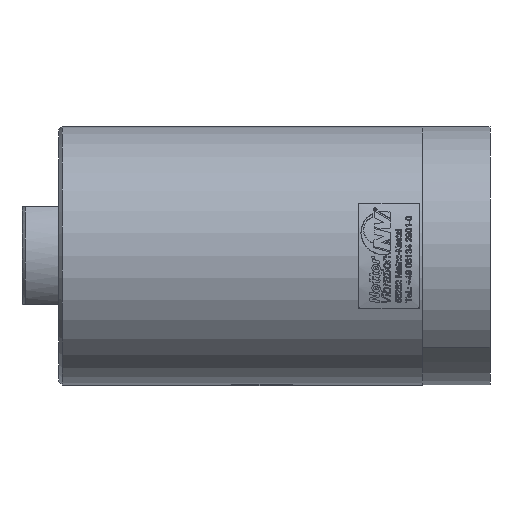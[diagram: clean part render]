
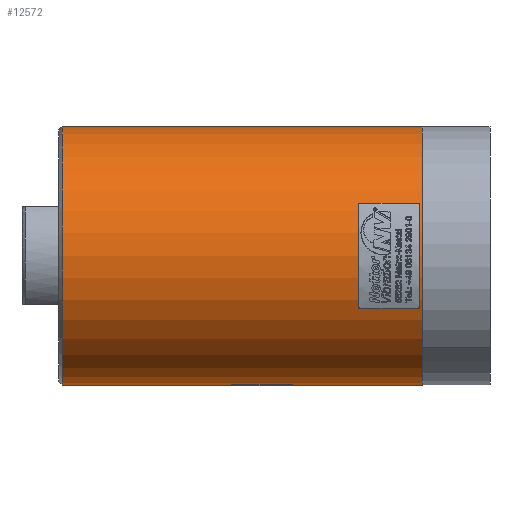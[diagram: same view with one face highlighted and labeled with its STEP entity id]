
A CAD part, front view. The second image highlights one B-rep face of the part: STEP entity #12572.
In plain terms, the highlighted cylindrical face has radius 42 mm (diameter 84 mm), a partial arc.
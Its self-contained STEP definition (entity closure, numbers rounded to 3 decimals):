
#3879 = FACE_OUTER_BOUND ( 'NONE', #18503, .T. ) ;
#5419 = LINE ( 'NONE', #30998, #27741 ) ;
#5455 = DIRECTION ( 'NONE',  ( 1., 0., 0. ) ) ;
#6749 = EDGE_CURVE ( 'NONE', #37916, #13389, #6943, .T. ) ;
#6934 = ORIENTED_EDGE ( 'NONE', *, *, #24717, .F. ) ;
#6943 = CIRCLE ( 'NONE', #21926, 42. ) ;
#7260 = ORIENTED_EDGE ( 'NONE', *, *, #6749, .F. ) ;
#8760 = DIRECTION ( 'NONE',  ( 0., 0., -1. ) ) ;
#9336 = CARTESIAN_POINT ( 'NONE',  ( -117., 0., 0. ) ) ;
#10639 = CARTESIAN_POINT ( 'NONE',  ( 0., 0., 0. ) ) ;
#12572 = ADVANCED_FACE ( 'NONE', ( #3879 ), #27181, .T. ) ;
#12665 = VECTOR ( 'NONE', #22839, 1000. ) ;
#12704 = ORIENTED_EDGE ( 'NONE', *, *, #35556, .T. ) ;
#13165 = DIRECTION ( 'NONE',  ( 1., 0., 0. ) ) ;
#13389 = VERTEX_POINT ( 'NONE', #38797 ) ;
#13494 = CIRCLE ( 'NONE', #21124, 42. ) ;
#18503 = EDGE_LOOP ( 'NONE', ( #6934, #12704, #37985, #7260 ) ) ;
#19480 = CARTESIAN_POINT ( 'NONE',  ( -117., 0., -42. ) ) ;
#19653 = DIRECTION ( 'NONE',  ( 0., 0., -1. ) ) ;
#20061 = VERTEX_POINT ( 'NONE', #19480 ) ;
#21124 = AXIS2_PLACEMENT_3D ( 'NONE', #9336, #27533, #29668 ) ;
#21876 = DIRECTION ( 'NONE',  ( 1., 0., 0. ) ) ;
#21926 = AXIS2_PLACEMENT_3D ( 'NONE', #26824, #5455, #8760 ) ;
#22323 = CARTESIAN_POINT ( 'NONE',  ( -117., 0., 42. ) ) ;
#22839 = DIRECTION ( 'NONE',  ( 1., 0., 0. ) ) ;
#24717 = EDGE_CURVE ( 'NONE', #28125, #37916, #34580, .T. ) ;
#26824 = CARTESIAN_POINT ( 'NONE',  ( 0., 0., 0. ) ) ;
#27181 = CYLINDRICAL_SURFACE ( 'NONE', #36847, 42. ) ;
#27533 = DIRECTION ( 'NONE',  ( 1., 0., 0. ) ) ;
#27741 = VECTOR ( 'NONE', #21876, 1000. ) ;
#28125 = VERTEX_POINT ( 'NONE', #22323 ) ;
#29668 = DIRECTION ( 'NONE',  ( 0., 0., 1. ) ) ;
#30998 = CARTESIAN_POINT ( 'NONE',  ( 0., 0., -42. ) ) ;
#34580 = LINE ( 'NONE', #35555, #12665 ) ;
#35555 = CARTESIAN_POINT ( 'NONE',  ( 0., 0., 42. ) ) ;
#35556 = EDGE_CURVE ( 'NONE', #28125, #20061, #13494, .T. ) ;
#35683 = CARTESIAN_POINT ( 'NONE',  ( 0., 0., 42. ) ) ;
#35696 = EDGE_CURVE ( 'NONE', #20061, #13389, #5419, .T. ) ;
#36847 = AXIS2_PLACEMENT_3D ( 'NONE', #10639, #13165, #19653 ) ;
#37916 = VERTEX_POINT ( 'NONE', #35683 ) ;
#37985 = ORIENTED_EDGE ( 'NONE', *, *, #35696, .T. ) ;
#38797 = CARTESIAN_POINT ( 'NONE',  ( 0., 0., -42. ) ) ;
